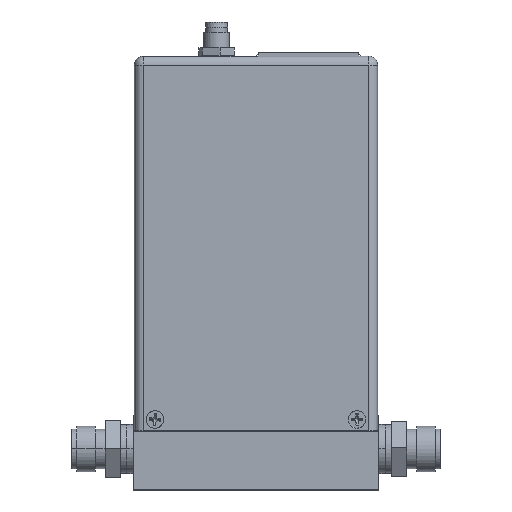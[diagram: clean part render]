
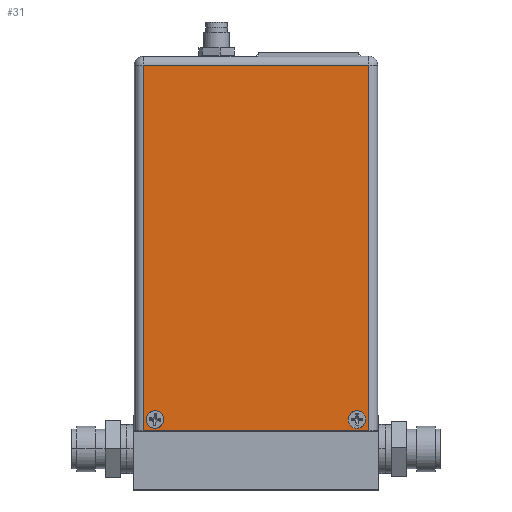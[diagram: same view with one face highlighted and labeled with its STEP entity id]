
A CAD part, top view. The second image highlights one B-rep face of the part: STEP entity #31.
In plain terms, the highlighted planar face has unit normal (0, 0, 1).
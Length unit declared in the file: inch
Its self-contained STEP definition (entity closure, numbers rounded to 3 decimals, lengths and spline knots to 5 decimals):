
#31 = ADVANCED_FACE ( 'NONE', ( #20611, #18205, #19496 ), #7248, .F. ) ;
#75 = EDGE_CURVE ( 'NONE', #2766, #14465, #16662, .T. ) ;
#1233 = ORIENTED_EDGE ( 'NONE', *, *, #8261, .F. ) ;
#1238 = VERTEX_POINT ( 'NONE', #7245 ) ;
#1325 = VECTOR ( 'NONE', #19929, 39.37008 ) ;
#1490 = CIRCLE ( 'NONE', #13716, 0.109 ) ;
#2118 = CARTESIAN_POINT ( 'NONE',  ( 0.28903, -13.94697, 0.7125 ) ) ;
#2211 = LINE ( 'NONE', #6531, #3807 ) ;
#2240 = CARTESIAN_POINT ( 'NONE',  ( 0.39903, -14.05697, 0.7125 ) ) ;
#2766 = VERTEX_POINT ( 'NONE', #6621 ) ;
#2954 = CARTESIAN_POINT ( 'NONE',  ( 3.15403, -18.52497, 0.7125 ) ) ;
#3021 = DIRECTION ( 'NONE',  ( -1., 0., 0. ) ) ;
#3516 = CARTESIAN_POINT ( 'NONE',  ( 0.28903, -14.05697, 0.7125 ) ) ;
#3807 = VECTOR ( 'NONE', #18319, 39.37008 ) ;
#3957 = EDGE_CURVE ( 'NONE', #18643, #2766, #14397, .T. ) ;
#4688 = DIRECTION ( 'NONE',  ( 0., 0., -1. ) ) ;
#5108 = DIRECTION ( 'NONE',  ( 0., 0., 1. ) ) ;
#5475 = ORIENTED_EDGE ( 'NONE', *, *, #16758, .T. ) ;
#5818 = VERTEX_POINT ( 'NONE', #15029 ) ;
#6337 = CARTESIAN_POINT ( 'NONE',  ( 0.39903, -13.94697, 0.7125 ) ) ;
#6531 = CARTESIAN_POINT ( 'NONE',  ( 3.15403, -13.94697, 0.7125 ) ) ;
#6621 = CARTESIAN_POINT ( 'NONE',  ( 0.39903, -18.52497, 0.7125 ) ) ;
#7245 = CARTESIAN_POINT ( 'NONE',  ( 3.12153, -18.38997, 0.7125 ) ) ;
#7248 = PLANE ( 'NONE',  #12917 ) ;
#7289 = CARTESIAN_POINT ( 'NONE',  ( 0.54053, -18.38997, 0.7125 ) ) ;
#7357 = CIRCLE ( 'NONE', #19197, 0.109 ) ;
#7411 = EDGE_CURVE ( 'NONE', #14465, #14920, #2211, .T. ) ;
#8261 = EDGE_CURVE ( 'NONE', #20728, #5818, #1490, .T. ) ;
#8334 = CARTESIAN_POINT ( 'NONE',  ( 0.64953, -18.38997, 0.7125 ) ) ;
#8460 = VECTOR ( 'NONE', #16835, 39.37008 ) ;
#8555 = EDGE_CURVE ( 'NONE', #1238, #20143, #15346, .T. ) ;
#9001 = CARTESIAN_POINT ( 'NONE',  ( 3.01253, -18.38997, 0.7125 ) ) ;
#9025 = DIRECTION ( 'NONE',  ( 1., 0., 0. ) ) ;
#9494 = ORIENTED_EDGE ( 'NONE', *, *, #7411, .T. ) ;
#9711 = DIRECTION ( 'NONE',  ( 0., 0., 1. ) ) ;
#10272 = ORIENTED_EDGE ( 'NONE', *, *, #8555, .F. ) ;
#10669 = DIRECTION ( 'NONE',  ( 1., 0., 0. ) ) ;
#10953 = CARTESIAN_POINT ( 'NONE',  ( 3.15403, -14.05697, 0.7125 ) ) ;
#11533 = EDGE_CURVE ( 'NONE', #5818, #20728, #21153, .T. ) ;
#11551 = AXIS2_PLACEMENT_3D ( 'NONE', #15236, #5108, #16904 ) ;
#12917 = AXIS2_PLACEMENT_3D ( 'NONE', #2118, #4688, #3021 ) ;
#12974 = CARTESIAN_POINT ( 'NONE',  ( 0.28903, -18.52497, 0.7125 ) ) ;
#12980 = CARTESIAN_POINT ( 'NONE',  ( 2.90353, -18.38997, 0.7125 ) ) ;
#13512 = VECTOR ( 'NONE', #15918, 39.37008 ) ;
#13716 = AXIS2_PLACEMENT_3D ( 'NONE', #7289, #19132, #9025 ) ;
#14397 = LINE ( 'NONE', #6337, #1325 ) ;
#14465 = VERTEX_POINT ( 'NONE', #2954 ) ;
#14573 = ORIENTED_EDGE ( 'NONE', *, *, #75, .T. ) ;
#14920 = VERTEX_POINT ( 'NONE', #10953 ) ;
#14937 = EDGE_LOOP ( 'NONE', ( #14573, #9494, #5475, #21783 ) ) ;
#15029 = CARTESIAN_POINT ( 'NONE',  ( 0.43153, -18.38997, 0.7125 ) ) ;
#15236 = CARTESIAN_POINT ( 'NONE',  ( 0.54053, -18.38997, 0.7125 ) ) ;
#15346 = CIRCLE ( 'NONE', #20089, 0.109 ) ;
#15818 = ORIENTED_EDGE ( 'NONE', *, *, #21263, .F. ) ;
#15918 = DIRECTION ( 'NONE',  ( 1., 0., 0. ) ) ;
#16657 = EDGE_LOOP ( 'NONE', ( #1233, #19937 ) ) ;
#16662 = LINE ( 'NONE', #12974, #13512 ) ;
#16758 = EDGE_CURVE ( 'NONE', #14920, #18643, #18588, .T. ) ;
#16835 = DIRECTION ( 'NONE',  ( -1., 0., 0. ) ) ;
#16904 = DIRECTION ( 'NONE',  ( 1., 0., 0. ) ) ;
#18205 = FACE_BOUND ( 'NONE', #16657, .T. ) ;
#18319 = DIRECTION ( 'NONE',  ( 0., 1., 0. ) ) ;
#18588 = LINE ( 'NONE', #3516, #8460 ) ;
#18643 = VERTEX_POINT ( 'NONE', #2240 ) ;
#19132 = DIRECTION ( 'NONE',  ( 0., 0., 1. ) ) ;
#19197 = AXIS2_PLACEMENT_3D ( 'NONE', #19872, #9711, #21635 ) ;
#19496 = FACE_OUTER_BOUND ( 'NONE', #14937, .T. ) ;
#19872 = CARTESIAN_POINT ( 'NONE',  ( 3.01253, -18.38997, 0.7125 ) ) ;
#19929 = DIRECTION ( 'NONE',  ( 0., -1., 0. ) ) ;
#19937 = ORIENTED_EDGE ( 'NONE', *, *, #11533, .F. ) ;
#20089 = AXIS2_PLACEMENT_3D ( 'NONE', #9001, #20866, #10669 ) ;
#20132 = EDGE_LOOP ( 'NONE', ( #10272, #15818 ) ) ;
#20143 = VERTEX_POINT ( 'NONE', #12980 ) ;
#20611 = FACE_BOUND ( 'NONE', #20132, .T. ) ;
#20728 = VERTEX_POINT ( 'NONE', #8334 ) ;
#20866 = DIRECTION ( 'NONE',  ( 0., 0., 1. ) ) ;
#21153 = CIRCLE ( 'NONE', #11551, 0.109 ) ;
#21263 = EDGE_CURVE ( 'NONE', #20143, #1238, #7357, .T. ) ;
#21635 = DIRECTION ( 'NONE',  ( 1., 0., 0. ) ) ;
#21783 = ORIENTED_EDGE ( 'NONE', *, *, #3957, .T. ) ;
